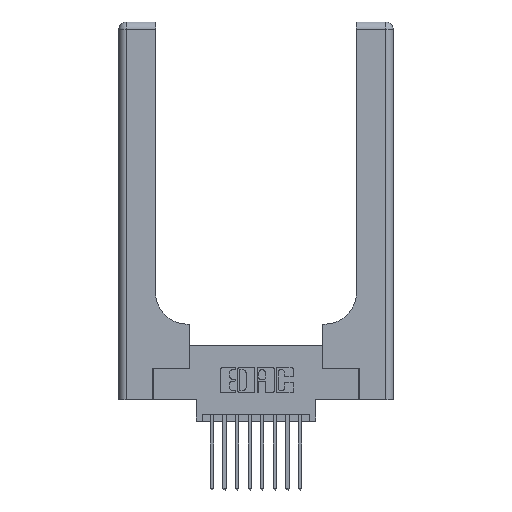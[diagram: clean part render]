
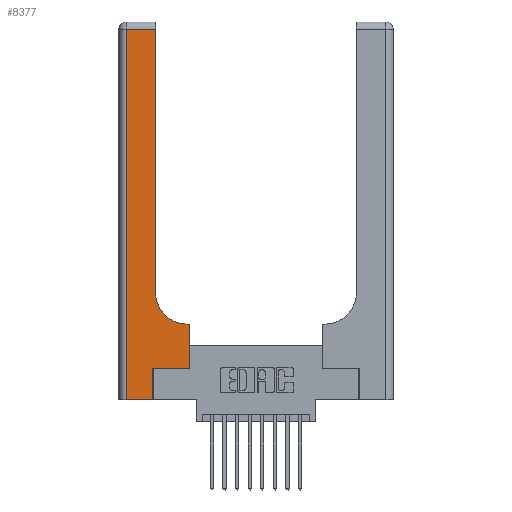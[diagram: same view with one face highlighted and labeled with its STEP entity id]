
A CAD part, top view. The second image highlights one B-rep face of the part: STEP entity #8377.
In plain terms, the highlighted planar face has unit normal (0, 0, 1).
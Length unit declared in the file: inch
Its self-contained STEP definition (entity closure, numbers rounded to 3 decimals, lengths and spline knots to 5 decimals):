
#241 = CARTESIAN_POINT ( 'NONE',  ( 0.269, 0.25, 0.37 ) ) ;
#254 = CARTESIAN_POINT ( 'NONE',  ( 0.269, 0., 0.37 ) ) ;
#308 = VERTEX_POINT ( 'NONE', #1190 ) ;
#442 = CARTESIAN_POINT ( 'NONE',  ( 0.269, 0., 0.37 ) ) ;
#506 = ORIENTED_EDGE ( 'NONE', *, *, #14733, .T. ) ;
#575 = EDGE_CURVE ( 'NONE', #9153, #12131, #15048, .T. ) ;
#819 = ORIENTED_EDGE ( 'NONE', *, *, #12616, .T. ) ;
#937 = ORIENTED_EDGE ( 'NONE', *, *, #13083, .T. ) ;
#1190 = CARTESIAN_POINT ( 'NONE',  ( 0.2915, 2.94, 0.37 ) ) ;
#1204 = EDGE_LOOP ( 'NONE', ( #10519, #819, #15705, #5471, #13636, #10816, #506, #937, #2820 ) ) ;
#1984 = EDGE_CURVE ( 'NONE', #1991, #308, #11219, .T. ) ;
#1991 = VERTEX_POINT ( 'NONE', #13320 ) ;
#2296 = LINE ( 'NONE', #5396, #15117 ) ;
#2695 = DIRECTION ( 'NONE',  ( 1., 0., 0. ) ) ;
#2742 = DIRECTION ( 'NONE',  ( 0., 0., -1. ) ) ;
#2758 = CARTESIAN_POINT ( 'NONE',  ( 0.5415, 0.85, 0.37 ) ) ;
#2820 = ORIENTED_EDGE ( 'NONE', *, *, #3951, .T. ) ;
#3042 = CARTESIAN_POINT ( 'NONE',  ( 0.06, 0., 0.37 ) ) ;
#3851 = CARTESIAN_POINT ( 'NONE',  ( 0., 3., 0.37 ) ) ;
#3951 = EDGE_CURVE ( 'NONE', #9313, #1991, #14366, .T. ) ;
#4179 = VERTEX_POINT ( 'NONE', #442 ) ;
#4205 = CARTESIAN_POINT ( 'NONE',  ( 0.06, 2.94, 0.37 ) ) ;
#4304 = EDGE_CURVE ( 'NONE', #12131, #4179, #2296, .T. ) ;
#4375 = DIRECTION ( 'NONE',  ( 1., 0., 0. ) ) ;
#4526 = VERTEX_POINT ( 'NONE', #241 ) ;
#4892 = VECTOR ( 'NONE', #11674, 39.37008 ) ;
#5128 = DIRECTION ( 'NONE',  ( 0., 0., -1. ) ) ;
#5396 = CARTESIAN_POINT ( 'NONE',  ( 0., 0., 0.37 ) ) ;
#5444 = VERTEX_POINT ( 'NONE', #7975 ) ;
#5445 = CARTESIAN_POINT ( 'NONE',  ( 0., 2.94, 0.37 ) ) ;
#5471 = ORIENTED_EDGE ( 'NONE', *, *, #4304, .T. ) ;
#5703 = CARTESIAN_POINT ( 'NONE',  ( 0.5415, 0.6, 0.37 ) ) ;
#5808 = VECTOR ( 'NONE', #12907, 39.37008 ) ;
#6086 = CARTESIAN_POINT ( 'NONE',  ( 0.269, 0.25, 0.37 ) ) ;
#6722 = CARTESIAN_POINT ( 'NONE',  ( 0.5585, 0.25, 0.37 ) ) ;
#7272 = EDGE_CURVE ( 'NONE', #4179, #4526, #8234, .T. ) ;
#7472 = LINE ( 'NONE', #6086, #11195 ) ;
#7505 = AXIS2_PLACEMENT_3D ( 'NONE', #2758, #2742, #2695 ) ;
#7975 = CARTESIAN_POINT ( 'NONE',  ( 0.5585, 0.6, 0.37 ) ) ;
#8234 = LINE ( 'NONE', #254, #4892 ) ;
#8247 = DIRECTION ( 'NONE',  ( -1., 0., 0. ) ) ;
#8377 = ADVANCED_FACE ( 'NONE', ( #16058 ), #11376, .F. ) ;
#8479 = VECTOR ( 'NONE', #15330, 39.37008 ) ;
#8513 = VECTOR ( 'NONE', #13322, 39.37008 ) ;
#8729 = LINE ( 'NONE', #15599, #15261 ) ;
#8870 = LINE ( 'NONE', #6722, #8479 ) ;
#9153 = VERTEX_POINT ( 'NONE', #4205 ) ;
#9313 = VERTEX_POINT ( 'NONE', #5703 ) ;
#10439 = VECTOR ( 'NONE', #13297, 39.37008 ) ;
#10519 = ORIENTED_EDGE ( 'NONE', *, *, #1984, .T. ) ;
#10816 = ORIENTED_EDGE ( 'NONE', *, *, #15505, .T. ) ;
#11195 = VECTOR ( 'NONE', #14718, 39.37008 ) ;
#11219 = LINE ( 'NONE', #13316, #10439 ) ;
#11376 = PLANE ( 'NONE',  #12107 ) ;
#11674 = DIRECTION ( 'NONE',  ( 0., 1., 0. ) ) ;
#12107 = AXIS2_PLACEMENT_3D ( 'NONE', #3851, #5128, #13801 ) ;
#12131 = VERTEX_POINT ( 'NONE', #3042 ) ;
#12616 = EDGE_CURVE ( 'NONE', #308, #9153, #16020, .T. ) ;
#12902 = CARTESIAN_POINT ( 'NONE',  ( 0.5585, 0.25, 0.37 ) ) ;
#12907 = DIRECTION ( 'NONE',  ( -1., 0., 0. ) ) ;
#13083 = EDGE_CURVE ( 'NONE', #5444, #9313, #8729, .T. ) ;
#13297 = DIRECTION ( 'NONE',  ( 0., 1., 0. ) ) ;
#13316 = CARTESIAN_POINT ( 'NONE',  ( 0.2915, 3., 0.37 ) ) ;
#13320 = CARTESIAN_POINT ( 'NONE',  ( 0.2915, 0.85, 0.37 ) ) ;
#13322 = DIRECTION ( 'NONE',  ( 0., -1., 0. ) ) ;
#13344 = CARTESIAN_POINT ( 'NONE',  ( 0.06, 3., 0.37 ) ) ;
#13606 = VERTEX_POINT ( 'NONE', #12902 ) ;
#13636 = ORIENTED_EDGE ( 'NONE', *, *, #7272, .T. ) ;
#13801 = DIRECTION ( 'NONE',  ( -1., 0., 0. ) ) ;
#14366 = CIRCLE ( 'NONE', #7505, 0.25 ) ;
#14718 = DIRECTION ( 'NONE',  ( 1., 0., 0. ) ) ;
#14733 = EDGE_CURVE ( 'NONE', #13606, #5444, #8870, .T. ) ;
#15048 = LINE ( 'NONE', #13344, #8513 ) ;
#15117 = VECTOR ( 'NONE', #4375, 39.37008 ) ;
#15261 = VECTOR ( 'NONE', #8247, 39.37008 ) ;
#15330 = DIRECTION ( 'NONE',  ( 0., 1., 0. ) ) ;
#15505 = EDGE_CURVE ( 'NONE', #4526, #13606, #7472, .T. ) ;
#15599 = CARTESIAN_POINT ( 'NONE',  ( 0.2915, 0.6, 0.37 ) ) ;
#15705 = ORIENTED_EDGE ( 'NONE', *, *, #575, .T. ) ;
#16020 = LINE ( 'NONE', #5445, #5808 ) ;
#16058 = FACE_OUTER_BOUND ( 'NONE', #1204, .T. ) ;
